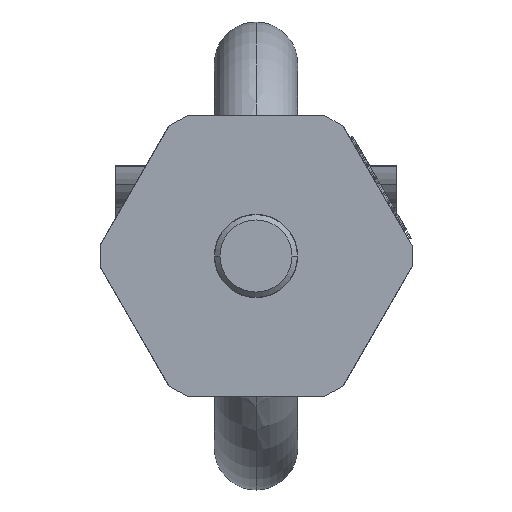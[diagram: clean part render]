
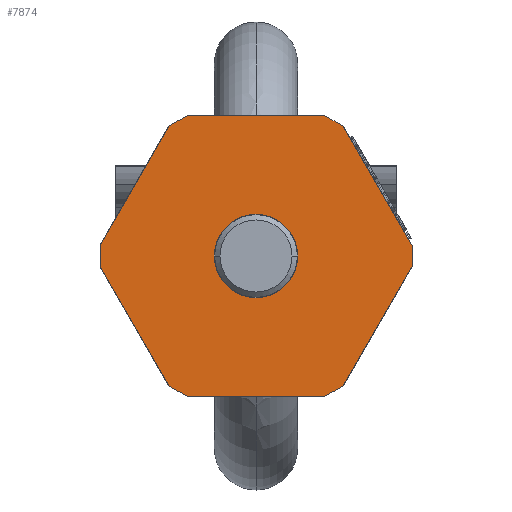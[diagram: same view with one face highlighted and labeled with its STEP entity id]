
A CAD part, front view. The second image highlights one B-rep face of the part: STEP entity #7874.
In plain terms, the highlighted face is planar.
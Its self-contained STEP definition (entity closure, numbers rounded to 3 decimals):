
#1=DIRECTION('',(0.,-1.,0.));
#2=VECTOR('',#1,2.038);
#3=CARTESIAN_POINT('',(-15.,1.019,0.));
#4=LINE('',#3,#2);
#5=DIRECTION('',(0.5,-0.866,0.));
#6=VECTOR('',#5,13.235);
#7=CARTESIAN_POINT('',(-15.,-1.019,0.));
#8=LINE('',#7,#6);
#9=DIRECTION('',(0.866,-0.5,0.));
#10=VECTOR('',#9,2.038);
#11=CARTESIAN_POINT('',(-8.383,-12.481,0.));
#12=LINE('',#11,#10);
#13=DIRECTION('',(1.,0.,0.));
#14=VECTOR('',#13,13.235);
#15=CARTESIAN_POINT('',(-6.617,-13.5,0.));
#16=LINE('',#15,#14);
#17=DIRECTION('',(0.866,0.5,0.));
#18=VECTOR('',#17,2.038);
#19=CARTESIAN_POINT('',(6.617,-13.5,0.));
#20=LINE('',#19,#18);
#21=DIRECTION('',(0.5,0.866,0.));
#22=VECTOR('',#21,13.235);
#23=CARTESIAN_POINT('',(8.383,-12.481,0.));
#24=LINE('',#23,#22);
#25=DIRECTION('',(0.,1.,0.));
#26=VECTOR('',#25,2.038);
#27=CARTESIAN_POINT('',(15.,-1.019,0.));
#28=LINE('',#27,#26);
#29=DIRECTION('',(-0.5,0.866,0.));
#30=VECTOR('',#29,13.235);
#31=CARTESIAN_POINT('',(15.,1.019,0.));
#32=LINE('',#31,#30);
#33=DIRECTION('',(-0.866,0.5,0.));
#34=VECTOR('',#33,2.038);
#35=CARTESIAN_POINT('',(8.383,12.481,0.));
#36=LINE('',#35,#34);
#37=DIRECTION('',(-1.,0.,0.));
#38=VECTOR('',#37,13.235);
#39=CARTESIAN_POINT('',(6.617,13.5,0.));
#40=LINE('',#39,#38);
#41=DIRECTION('',(-0.866,-0.5,0.));
#42=VECTOR('',#41,2.038);
#43=CARTESIAN_POINT('',(-6.617,13.5,0.));
#44=LINE('',#43,#42);
#45=DIRECTION('',(-0.5,-0.866,0.));
#46=VECTOR('',#45,13.235);
#47=CARTESIAN_POINT('',(-8.383,12.481,0.));
#48=LINE('',#47,#46);
#49=CARTESIAN_POINT('',(0.,0.,0.));
#50=DIRECTION('',(0.,0.,1.));
#51=DIRECTION('',(0.,1.,0.));
#52=AXIS2_PLACEMENT_3D('',#49,#50,#51);
#54=CARTESIAN_POINT('',(0.,0.,0.));
#55=DIRECTION('',(0.,0.,1.));
#56=DIRECTION('',(0.,-1.,0.));
#57=AXIS2_PLACEMENT_3D('',#54,#55,#56);
#5931=CARTESIAN_POINT('',(-15.,1.019,0.));
#5932=CARTESIAN_POINT('',(-15.,-1.019,0.));
#5933=VERTEX_POINT('',#5931);
#5934=VERTEX_POINT('',#5932);
#5935=CARTESIAN_POINT('',(15.,-1.019,0.));
#5936=CARTESIAN_POINT('',(15.,1.019,0.));
#5937=VERTEX_POINT('',#5935);
#5938=VERTEX_POINT('',#5936);
#5939=CARTESIAN_POINT('',(8.383,12.481,0.));
#5940=CARTESIAN_POINT('',(6.617,13.5,0.));
#5941=VERTEX_POINT('',#5939);
#5942=VERTEX_POINT('',#5940);
#5943=CARTESIAN_POINT('',(-8.383,-12.481,0.));
#5944=CARTESIAN_POINT('',(-6.617,-13.5,0.));
#5945=VERTEX_POINT('',#5943);
#5946=VERTEX_POINT('',#5944);
#5947=CARTESIAN_POINT('',(6.617,-13.5,0.));
#5948=CARTESIAN_POINT('',(8.383,-12.481,0.));
#5949=VERTEX_POINT('',#5947);
#5950=VERTEX_POINT('',#5948);
#5951=CARTESIAN_POINT('',(-6.617,13.5,0.));
#5952=CARTESIAN_POINT('',(-8.383,12.481,0.));
#5953=VERTEX_POINT('',#5951);
#5954=VERTEX_POINT('',#5952);
#6061=CARTESIAN_POINT('',(0.,4.,0.));
#6062=CARTESIAN_POINT('',(0.,-4.,0.));
#6063=VERTEX_POINT('',#6061);
#6064=VERTEX_POINT('',#6062);
#7837=CARTESIAN_POINT('',(0.,0.,0.));
#7838=DIRECTION('',(0.,0.,1.));
#7839=DIRECTION('',(1.,0.,0.));
#7840=AXIS2_PLACEMENT_3D('',#7837,#7838,#7839);
#7841=PLANE('',#7840);
#7843=ORIENTED_EDGE('',*,*,#7842,.T.);
#7845=ORIENTED_EDGE('',*,*,#7844,.T.);
#7847=ORIENTED_EDGE('',*,*,#7846,.T.);
#7849=ORIENTED_EDGE('',*,*,#7848,.T.);
#7851=ORIENTED_EDGE('',*,*,#7850,.T.);
#7853=ORIENTED_EDGE('',*,*,#7852,.T.);
#7855=ORIENTED_EDGE('',*,*,#7854,.T.);
#7857=ORIENTED_EDGE('',*,*,#7856,.T.);
#7859=ORIENTED_EDGE('',*,*,#7858,.T.);
#7861=ORIENTED_EDGE('',*,*,#7860,.T.);
#7863=ORIENTED_EDGE('',*,*,#7862,.T.);
#7865=ORIENTED_EDGE('',*,*,#7864,.T.);
#7866=EDGE_LOOP('',(#7843,#7845,#7847,#7849,#7851,#7853,#7855,#7857,#7859,#7861,
#7863,#7865));
#7867=FACE_OUTER_BOUND('',#7866,.F.);
#7869=ORIENTED_EDGE('',*,*,#7868,.F.);
#7871=ORIENTED_EDGE('',*,*,#7870,.F.);
#7872=EDGE_LOOP('',(#7869,#7871));
#7873=FACE_BOUND('',#7872,.F.);
#7874=ADVANCED_FACE('',(#7867,#7873),#7841,.F.);
#53=CIRCLE('',#52,4.);
#58=CIRCLE('',#57,4.);
#7842=EDGE_CURVE('',#5933,#5934,#4,.T.);
#7844=EDGE_CURVE('',#5934,#5945,#8,.T.);
#7846=EDGE_CURVE('',#5945,#5946,#12,.T.);
#7848=EDGE_CURVE('',#5946,#5949,#16,.T.);
#7850=EDGE_CURVE('',#5949,#5950,#20,.T.);
#7852=EDGE_CURVE('',#5950,#5937,#24,.T.);
#7854=EDGE_CURVE('',#5937,#5938,#28,.T.);
#7856=EDGE_CURVE('',#5938,#5941,#32,.T.);
#7858=EDGE_CURVE('',#5941,#5942,#36,.T.);
#7860=EDGE_CURVE('',#5942,#5953,#40,.T.);
#7862=EDGE_CURVE('',#5953,#5954,#44,.T.);
#7864=EDGE_CURVE('',#5954,#5933,#48,.T.);
#7868=EDGE_CURVE('',#6063,#6064,#53,.T.);
#7870=EDGE_CURVE('',#6064,#6063,#58,.T.);
